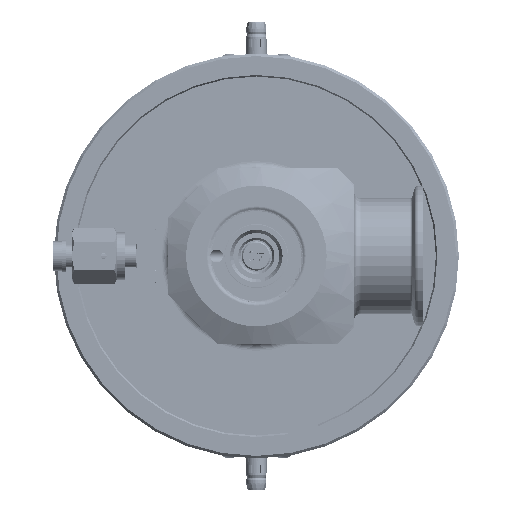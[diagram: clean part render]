
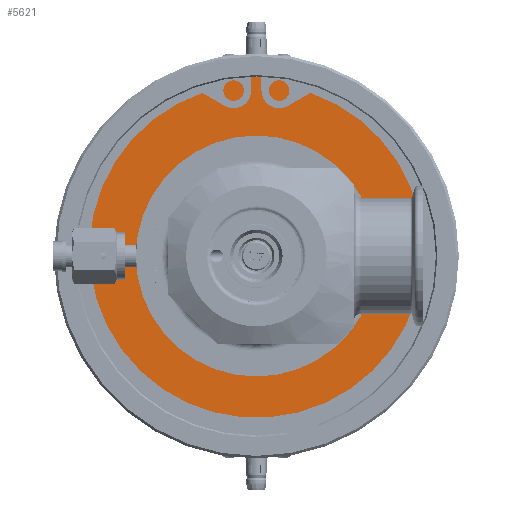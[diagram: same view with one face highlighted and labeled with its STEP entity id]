
A CAD part, front view. The second image highlights one B-rep face of the part: STEP entity #5621.
In plain terms, the highlighted face is planar.
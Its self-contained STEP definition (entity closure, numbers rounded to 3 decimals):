
#5621=ADVANCED_FACE('BCT_REF_59748',(#8444,#8445),#6743,.T.);
#6743=PLANE('',#22834);
#7450=CIRCLE('',#22795,21.);
#7470=CIRCLE('',#22832,69.925);
#8444=FACE_BOUND('',#9714,.T.);
#8445=FACE_BOUND('',#9715,.T.);
#9714=EDGE_LOOP('',(#12506));
#9715=EDGE_LOOP('',(#12507));
#12506=ORIENTED_EDGE('',*,*,#19516,.T.);
#12507=ORIENTED_EDGE('',*,*,#19544,.F.);
#17321=VERTEX_POINT('',#32764);
#17345=VERTEX_POINT('',#32833);
#19516=EDGE_CURVE('',#17321,#17321,#7450,.T.);
#19544=EDGE_CURVE('BCT_REF_59731',#17345,#17345,#7470,.T.);
#22795=AXIS2_PLACEMENT_3D('',#32763,#25358,#25359);
#22832=AXIS2_PLACEMENT_3D('',#32832,#25440,#25441);
#22834=AXIS2_PLACEMENT_3D('',#32835,#25444,#25445);
#25358=DIRECTION('',(-1.,0.,0.));
#25359=DIRECTION('',(0.,0.,1.));
#25440=DIRECTION('',(-1.,0.,0.));
#25441=DIRECTION('',(0.,0.,1.));
#25444=DIRECTION('',(1.,0.,0.));
#25445=DIRECTION('',(0.,0.,-1.));
#32763=CARTESIAN_POINT('',(9.9,0.,0.));
#32764=CARTESIAN_POINT('',(9.9,0.,21.));
#32832=CARTESIAN_POINT('',(9.9,0.,0.));
#32833=CARTESIAN_POINT('',(9.9,0.,69.925));
#32835=CARTESIAN_POINT('',(9.9,69.925,0.));
